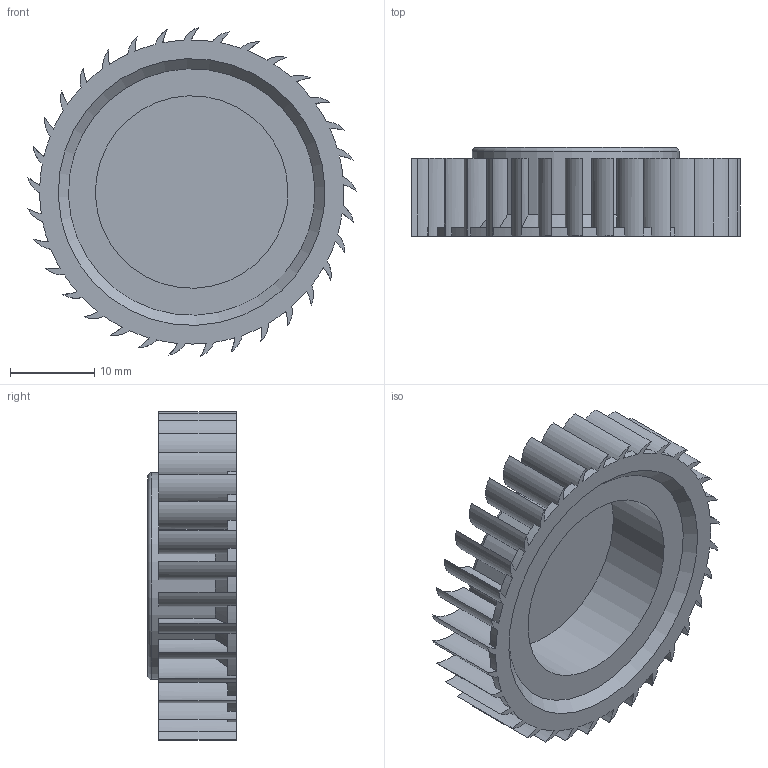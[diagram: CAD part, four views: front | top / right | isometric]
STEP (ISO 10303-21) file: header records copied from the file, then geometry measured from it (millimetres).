
FILE_DESCRIPTION(('FreeCAD Model'),'2;1');
FILE_NAME('Fan-5015-turbine.stp', '2018-05-13T11:51:42',('Author'),(''), 'Open CASCADE STEP processor 7.2','FreeCAD','Unknown');
FILE_SCHEMA(('AUTOMOTIVE_DESIGN { 1 0 10303 214 1 1 1 1 }'));
Length unit declared in the file: millimetre
Products named in the file (1): turbine
Bounding box: 38.92 x 10.5 x 38.96 mm (x, y, z)
Volume: 2474.7 mm3; surface area: 6653.9 mm2
Topology: 1 solids, 1 shells, 207 faces, 540 edges, 338 vertices
Faces by surface type: cylinder 101, plane 71, cone 34, torus 1
Full cylindrical faces by diameter (mm): 22.8 x1, 24.5 x1
Entity records: 16971 total; most frequent: CARTESIAN_POINT 6333, DIRECTION 2073, ORIENTED_EDGE 1080, PCURVE 1080, DEFINITIONAL_REPRESENTATION 1080, LINE 744, VECTOR 744, CIRCLE 575
